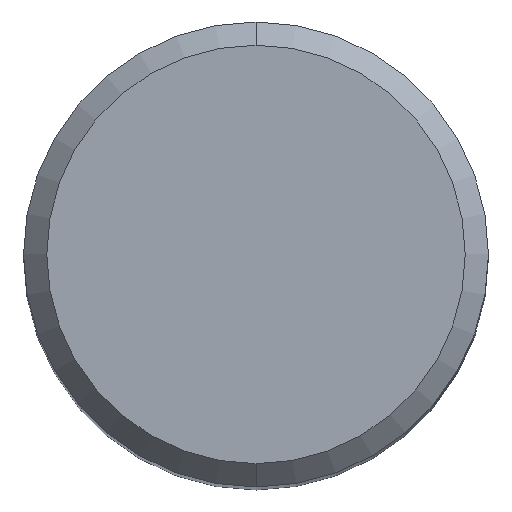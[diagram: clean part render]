
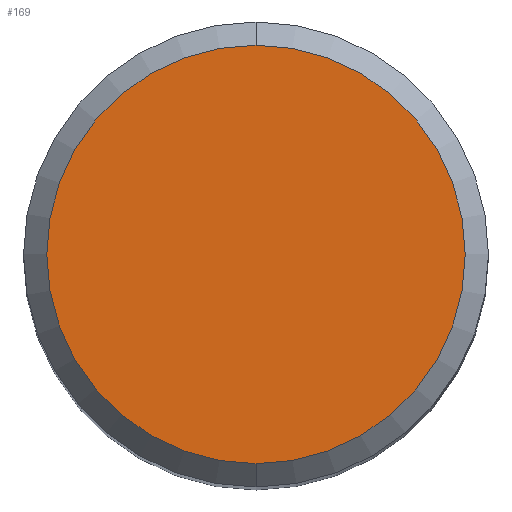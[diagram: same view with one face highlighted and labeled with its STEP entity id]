
A CAD part, top view. The second image highlights one B-rep face of the part: STEP entity #169.
In plain terms, the highlighted planar face has unit normal (0, 0, 1).
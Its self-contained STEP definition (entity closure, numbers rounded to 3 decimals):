
#135=VERTEX_POINT('',#289);
#149=EDGE_CURVE('',#135,#185,#305,.T.);
#169=ADVANCED_FACE('',(#327),#328,.T.);
#185=VERTEX_POINT('',#346);
#207=EDGE_CURVE('',#185,#135,#371,.T.);
#289=CARTESIAN_POINT('',(0.,-4.5,0.));
#305=CIRCLE('',#487,4.5);
#327=FACE_OUTER_BOUND('',#513,.T.);
#328=PLANE('',#514);
#346=CARTESIAN_POINT('',(0.0,4.5,0.));
#371=CIRCLE('',#572,4.5);
#487=AXIS2_PLACEMENT_3D('',#667,#668,#669);
#513=EDGE_LOOP('',(#691,#692));
#514=AXIS2_PLACEMENT_3D('',#693,#694,#695);
#572=AXIS2_PLACEMENT_3D('',#751,#752,#753);
#667=CARTESIAN_POINT('',(0.0,0.0,0.));
#668=DIRECTION('',(0.0,0.0,-1.0));
#669=DIRECTION('',(0.0,1.0,0.0));
#691=ORIENTED_EDGE('',*,*,#207,.F.);
#692=ORIENTED_EDGE('',*,*,#149,.F.);
#693=CARTESIAN_POINT('',(0.0,2.25,0.));
#694=DIRECTION('',(-0.0,0.0,1.0));
#695=DIRECTION('',(0.0,-1.0,0.0));
#751=CARTESIAN_POINT('',(0.0,0.0,0.));
#752=DIRECTION('',(0.0,0.0,-1.0));
#753=DIRECTION('',(0.0,1.0,0.0));
